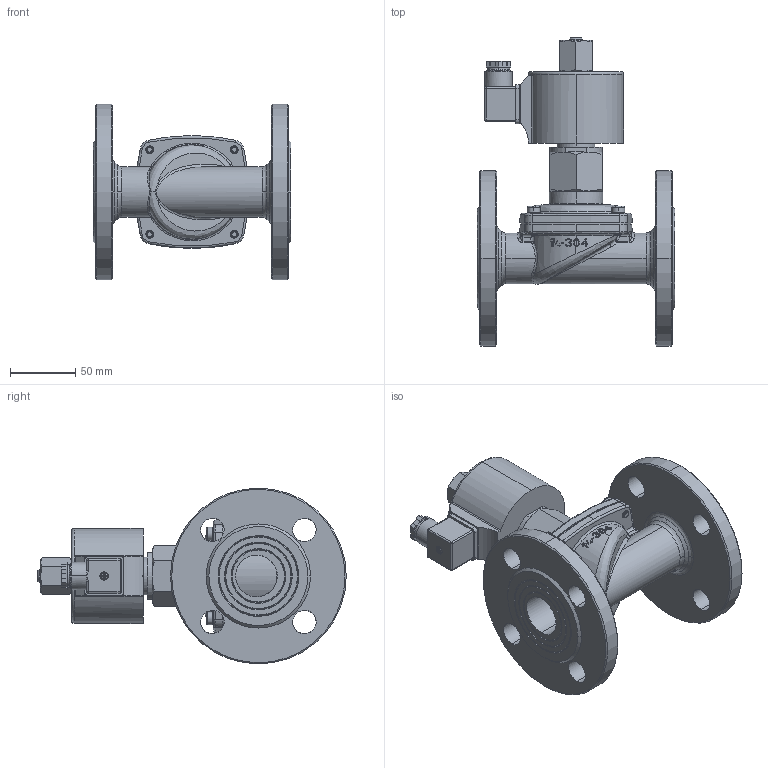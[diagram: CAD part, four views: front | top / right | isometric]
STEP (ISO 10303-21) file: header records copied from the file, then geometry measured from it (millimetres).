
FILE_DESCRIPTION (( 'STEP AP214' ), '1' );
FILE_NAME ('242FL DN32 NO.STEP', '2023-05-05T09:54:57', ( 'admin' ), ( 'Hewlett-Packard Company' ), 'SwSTEP 2.0', 'SolidWorks 2015', '' );
FILE_SCHEMA (( 'AUTOMOTIVE_DESIGN' ));
Length unit declared in the file: millimetre
Products named in the file (24): PRT0073-1; PRT0072-1; ENG-005447; PRT0071; ENG-005444; PRT0071-1; ENG-005448; ENG-005443; PRT0081_3-1; 242FL DN32 NO; PRT0081_2-1; PRT0081_1-1; PRT0081-1; PRT0080-1; PRT0078-1; PRT0077-1; PRT0076-1; PRT0075-1; ENG-005442; ASM0004_ASM_1; ENG-005440; ENG-005441; PRT0074-1
Assembly tree (23 placements, depth 3):
  242FL DN32 NO
    PRT0071
      PRT0071
      PRT0071-1
    PRT0072-1
    PRT0073-1
    PRT0074-1
    ASM0004_ASM_1
      ENG-005441
      ENG-005440
    ENG-005442
    PRT0075-1
    PRT0076-1
    PRT0077-1
    PRT0078-1
    PRT0080-1
    PRT0081-1
    PRT0081_1-1
    PRT0081_2-1
    PRT0081_3-1
    ENG-005443
    ENG-005448
    ENG-005444
    ENG-005447
Bounding box: 152 x 237 x 135 mm (x, y, z)
Volume: 780256.2 mm3; surface area: 228567.9 mm2
Topology: 20 solids, 21 shells, 1233 faces, 3547 edges, 2389 vertices
Faces by surface type: bspline 386, cylinder 379, plane 356, cone 112
Entity records: 92702 total; most frequent: CARTESIAN_POINT 55953, ORIENTED_EDGE 7044, DIRECTION 4085, EDGE_CURVE 3523, VERTEX_POINT 2389, B_SPLINE_CURVE_WITH_KNOTS 1611, AXIS2_PLACEMENT_3D 1514, EDGE_LOOP 1365
